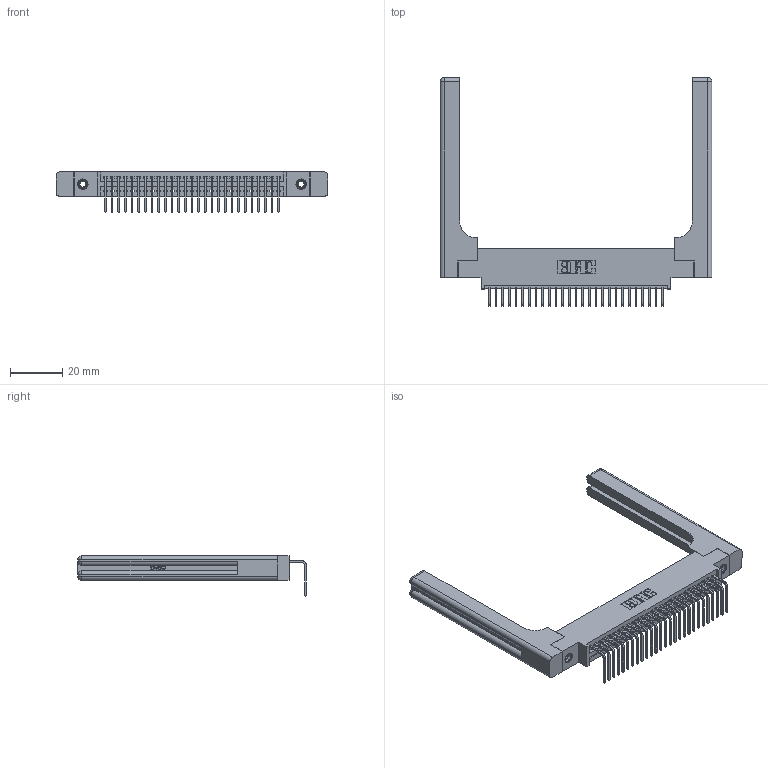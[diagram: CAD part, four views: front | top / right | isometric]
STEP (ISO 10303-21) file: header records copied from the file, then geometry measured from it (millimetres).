
FILE_DESCRIPTION (( 'STEP AP203' ), '1' );
FILE_NAME ('395-027-558-658.STEP', '2019-10-11T05:33:57', ( '' ), ( '' ), 'SwSTEP 2.0', 'SolidWorks 2016', '' );
FILE_SCHEMA (( 'CONFIG_CONTROL_DESIGN' ));
Length unit declared in the file: inch
Products named in the file (5): 345-250-001_345-250-001-102; 345-220-058_345-220-058; 395-027-558-658; 345 Part_0.170 Offset - 0.156 Dia-TH; 345-292-001_558 Tail - 2
Assembly tree (32 placements, depth 2):
  395-027-558-658
    345 Part_0.170 Offset - 0.156 Dia-TH
    345-292-001_558 Tail - 2  x27
    345-250-001_345-250-001-102  x2
    345-220-058_345-220-058  x2
Bounding box: 103.61 x 87.11 x 15.37 mm (x, y, z)
Volume: 18199.3 mm3; surface area: 18639.8 mm2
Topology: 32 solids, 32 shells, 2006 faces, 5933 edges, 3898 vertices
Faces by surface type: plane 1366, cylinder 580, bspline 36, cone 12, sphere 8, torus 4
Entity records: 27738 total; most frequent: CARTESIAN_POINT 5778, ORIENTED_EDGE 4536, DIRECTION 4014, EDGE_CURVE 2268, VECTOR 1936, LINE 1936, VERTEX_POINT 1502, AXIS2_PLACEMENT_3D 1039
